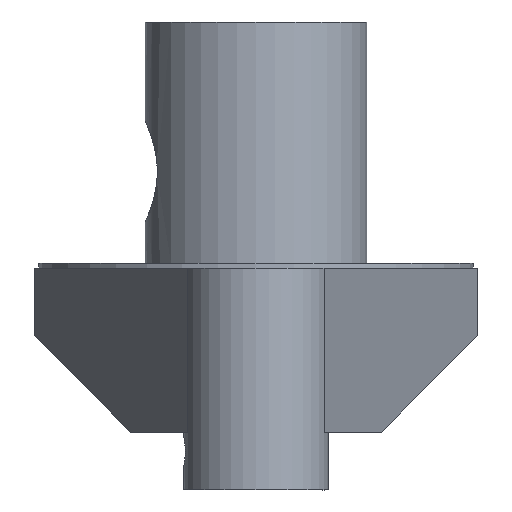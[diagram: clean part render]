
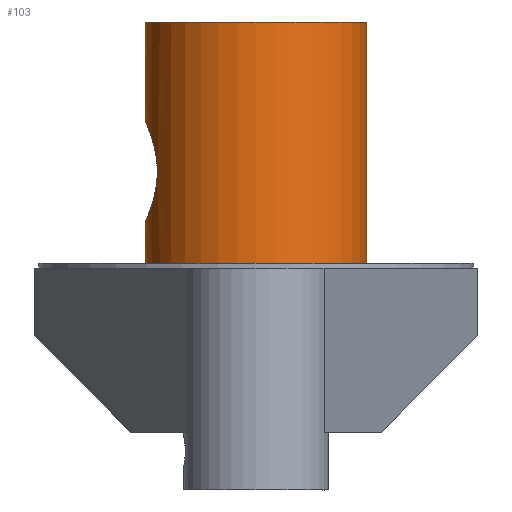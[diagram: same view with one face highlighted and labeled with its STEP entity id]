
A CAD part, left-side view. The second image highlights one B-rep face of the part: STEP entity #103.
In plain terms, the highlighted cylindrical face has radius 23 mm (diameter 46 mm), a full revolution.
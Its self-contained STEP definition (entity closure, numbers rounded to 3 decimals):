
#103=ADVANCED_FACE('240[2]',(#304,#305,#306),#307,.T.);
#153=EDGE_CURVE('240[2]',#385,#385,#386,.T.);
#178=EDGE_CURVE('240[2]',#420,#421,#422,.T.);
#221=EDGE_CURVE('240[2]',#421,#420,#480,.T.);
#237=EDGE_CURVE('240[2]',#501,#501,#502,.T.);
#304=FACE_BOUND('',#579,.T.);
#305=FACE_BOUND('',#580,.T.);
#306=FACE_BOUND('',#581,.T.);
#307=CYLINDRICAL_SURFACE('',#582,23.0);
#385=VERTEX_POINT('',#820);
#386=CIRCLE('',#821,23.0);
#420=VERTEX_POINT('',#867);
#421=VERTEX_POINT('',#868);
#422=B_SPLINE_CURVE_WITH_KNOTS('',3,(#869,#870,#871,#872,#873,#874,#875,#876,#877,#878,#879,#880,#881,#882,#883,#884,#885,#886,#887,#888,#889,#890,#891,#892,#893,#894,#895,#896,#897,#898,#899,#900,#901,#902,#903),.UNSPECIFIED.,.F.,.F.,(4,2,2,2,2,2,2,2,3,2,2,2,2,2,2,2,4),(48.252,50.26,52.269,54.278,56.287,58.299,60.311,62.323,64.336,66.348,68.36,70.373,72.385,74.394,76.402,78.411,80.42),.UNSPECIFIED.);
#480=B_SPLINE_CURVE_WITH_KNOTS('',3,(#983,#984,#985,#986,#987,#988,#989,#990,#991,#992,#993,#994,#995,#996,#997,#998,#999,#1000,#1001,#1002,#1003,#1004,#1005,#1006,#1007,#1008,#1009,#1010,#1011,#1012,#1013,#1014,#1015,#1016),.UNSPECIFIED.,.F.,.F.,(4,2,2,2,2,2,2,2,2,2,2,2,2,2,2,2,4),(16.084,18.093,20.101,22.11,24.119,26.131,28.143,30.156,32.168,34.18,36.193,38.205,40.217,42.226,44.234,46.243,48.252),.UNSPECIFIED.);
#501=VERTEX_POINT('',#1048);
#502=CIRCLE('',#1049,23.0);
#579=EDGE_LOOP('',(#1276,#1277));
#580=EDGE_LOOP('',(#1278));
#581=EDGE_LOOP('',(#1279));
#582=AXIS2_PLACEMENT_3D('',#1280,#1281,#1282);
#820=CARTESIAN_POINT('',(23.0,0.0,50.0));
#821=AXIS2_PLACEMENT_3D('',#1353,#1354,#1355);
#867=CARTESIAN_POINT('',(0.,23.0,8.5));
#868=CARTESIAN_POINT('',(0.,23.0,29.5));
#869=CARTESIAN_POINT('',(0.,23.0,8.5));
#870=CARTESIAN_POINT('',(0.67,23.0,8.5));
#871=CARTESIAN_POINT('',(1.359,22.97,8.565));
#872=CARTESIAN_POINT('',(2.724,22.848,8.836));
#873=CARTESIAN_POINT('',(3.4,22.757,9.041));
#874=CARTESIAN_POINT('',(4.691,22.526,9.58));
#875=CARTESIAN_POINT('',(5.307,22.387,9.914));
#876=CARTESIAN_POINT('',(6.444,22.087,10.682));
#877=CARTESIAN_POINT('',(6.964,21.926,11.115));
#878=CARTESIAN_POINT('',(7.886,21.611,12.036));
#879=CARTESIAN_POINT('',(8.319,21.447,12.557));
#880=CARTESIAN_POINT('',(9.087,21.133,13.694));
#881=CARTESIAN_POINT('',(9.42,20.985,14.31));
#882=CARTESIAN_POINT('',(9.959,20.734,15.599));
#883=CARTESIAN_POINT('',(10.164,20.633,16.274));
#884=CARTESIAN_POINT('',(10.435,20.497,17.639));
#885=CARTESIAN_POINT('',(10.5,20.463,18.329));
#886=CARTESIAN_POINT('',(10.5,20.463,19.0));
#887=CARTESIAN_POINT('',(10.5,20.463,19.671));
#888=CARTESIAN_POINT('',(10.435,20.497,20.361));
#889=CARTESIAN_POINT('',(10.164,20.633,21.726));
#890=CARTESIAN_POINT('',(9.959,20.734,22.401));
#891=CARTESIAN_POINT('',(9.42,20.985,23.69));
#892=CARTESIAN_POINT('',(9.087,21.133,24.306));
#893=CARTESIAN_POINT('',(8.319,21.447,25.443));
#894=CARTESIAN_POINT('',(7.886,21.611,25.964));
#895=CARTESIAN_POINT('',(6.964,21.926,26.885));
#896=CARTESIAN_POINT('',(6.444,22.087,27.318));
#897=CARTESIAN_POINT('',(5.307,22.387,28.086));
#898=CARTESIAN_POINT('',(4.691,22.526,28.42));
#899=CARTESIAN_POINT('',(3.4,22.757,28.959));
#900=CARTESIAN_POINT('',(2.724,22.848,29.164));
#901=CARTESIAN_POINT('',(1.359,22.97,29.435));
#902=CARTESIAN_POINT('',(0.67,23.0,29.5));
#903=CARTESIAN_POINT('',(0.,23.0,29.5));
#983=CARTESIAN_POINT('',(0.,23.0,29.5));
#984=CARTESIAN_POINT('',(-0.67,23.0,29.5));
#985=CARTESIAN_POINT('',(-1.359,22.97,29.435));
#986=CARTESIAN_POINT('',(-2.724,22.848,29.164));
#987=CARTESIAN_POINT('',(-3.4,22.757,28.959));
#988=CARTESIAN_POINT('',(-4.691,22.526,28.42));
#989=CARTESIAN_POINT('',(-5.307,22.387,28.086));
#990=CARTESIAN_POINT('',(-6.444,22.087,27.318));
#991=CARTESIAN_POINT('',(-6.964,21.926,26.885));
#992=CARTESIAN_POINT('',(-7.886,21.611,25.964));
#993=CARTESIAN_POINT('',(-8.319,21.447,25.443));
#994=CARTESIAN_POINT('',(-9.087,21.133,24.306));
#995=CARTESIAN_POINT('',(-9.42,20.985,23.69));
#996=CARTESIAN_POINT('',(-9.959,20.734,22.401));
#997=CARTESIAN_POINT('',(-10.164,20.633,21.726));
#998=CARTESIAN_POINT('',(-10.435,20.497,20.361));
#999=CARTESIAN_POINT('',(-10.5,20.463,19.671));
#1000=CARTESIAN_POINT('',(-10.5,20.463,18.329));
#1001=CARTESIAN_POINT('',(-10.435,20.497,17.639));
#1002=CARTESIAN_POINT('',(-10.164,20.633,16.274));
#1003=CARTESIAN_POINT('',(-9.959,20.734,15.599));
#1004=CARTESIAN_POINT('',(-9.42,20.985,14.31));
#1005=CARTESIAN_POINT('',(-9.087,21.133,13.694));
#1006=CARTESIAN_POINT('',(-8.319,21.447,12.557));
#1007=CARTESIAN_POINT('',(-7.886,21.611,12.036));
#1008=CARTESIAN_POINT('',(-6.964,21.926,11.115));
#1009=CARTESIAN_POINT('',(-6.444,22.087,10.682));
#1010=CARTESIAN_POINT('',(-5.307,22.387,9.914));
#1011=CARTESIAN_POINT('',(-4.691,22.526,9.58));
#1012=CARTESIAN_POINT('',(-3.4,22.757,9.041));
#1013=CARTESIAN_POINT('',(-2.724,22.848,8.836));
#1014=CARTESIAN_POINT('',(-1.359,22.97,8.565));
#1015=CARTESIAN_POINT('',(-0.67,23.0,8.5));
#1016=CARTESIAN_POINT('',(0.,23.0,8.5));
#1048=CARTESIAN_POINT('',(23.0,0.0,0.0));
#1049=AXIS2_PLACEMENT_3D('',#1488,#1489,#1490);
#1276=ORIENTED_EDGE('',*,*,#221,.T.);
#1277=ORIENTED_EDGE('',*,*,#178,.T.);
#1278=ORIENTED_EDGE('',*,*,#153,.T.);
#1279=ORIENTED_EDGE('',*,*,#237,.F.);
#1280=CARTESIAN_POINT('',(0.0,0.0,0.0));
#1281=DIRECTION('',(-0.0,0.0,1.0));
#1282=DIRECTION('',(1.0,0.0,0.0));
#1353=CARTESIAN_POINT('',(0.0,0.0,50.0));
#1354=DIRECTION('',(0.0,0.0,-1.0));
#1355=DIRECTION('',(1.0,0.0,0.0));
#1488=CARTESIAN_POINT('',(0.0,0.0,0.0));
#1489=DIRECTION('',(0.,0.,-1.0));
#1490=DIRECTION('',(1.0,0.,0.));
